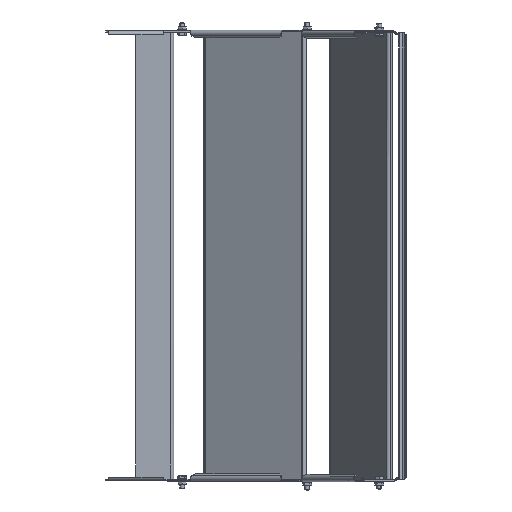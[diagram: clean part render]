
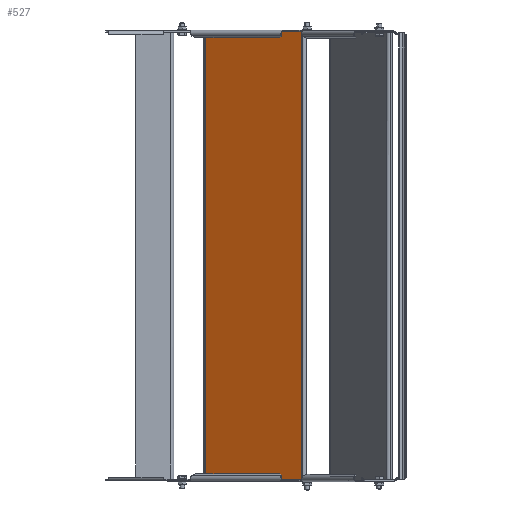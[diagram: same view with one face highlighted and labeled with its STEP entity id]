
A CAD part, left-side view. The second image highlights one B-rep face of the part: STEP entity #527.
In plain terms, the highlighted planar face has unit normal (-0.866, 0.5, 0).
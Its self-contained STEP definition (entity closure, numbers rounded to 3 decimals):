
#527=ADVANCED_FACE('',(#1669),#18155,.T.);
#1669=FACE_OUTER_BOUND('',#2835,.T.);
#2835=EDGE_LOOP('',(#4376,#4377,#4378,#4379,#4380,#4381,#4382,#4383,#4384,
#4385,#4386,#4387));
#4376=ORIENTED_EDGE('',*,*,#10232,.F.);
#4377=ORIENTED_EDGE('',*,*,#10087,.F.);
#4378=ORIENTED_EDGE('',*,*,#10086,.F.);
#4379=ORIENTED_EDGE('',*,*,#10085,.F.);
#4380=ORIENTED_EDGE('',*,*,#10048,.T.);
#4381=ORIENTED_EDGE('',*,*,#10084,.F.);
#4382=ORIENTED_EDGE('',*,*,#10264,.F.);
#4383=ORIENTED_EDGE('',*,*,#10080,.F.);
#4384=ORIENTED_EDGE('',*,*,#10083,.F.);
#4385=ORIENTED_EDGE('',*,*,#10065,.F.);
#4386=ORIENTED_EDGE('',*,*,#10063,.T.);
#4387=ORIENTED_EDGE('',*,*,#10082,.F.);
#10048=EDGE_CURVE('',#15939,#15936,#12903,.T.);
#10063=EDGE_CURVE('',#15954,#15952,#12905,.T.);
#10065=EDGE_CURVE('',#15954,#15955,#13931,.T.);
#10080=EDGE_CURVE('',#15967,#15969,#13942,.T.);
#10082=EDGE_CURVE('',#15970,#15952,#13944,.T.);
#10083=EDGE_CURVE('',#15955,#15967,#13945,.T.);
#10084=EDGE_CURVE('',#15971,#15936,#13946,.T.);
#10085=EDGE_CURVE('',#15939,#15972,#13947,.T.);
#10086=EDGE_CURVE('',#15972,#15973,#13948,.T.);
#10087=EDGE_CURVE('',#15973,#15974,#13949,.T.);
#10232=EDGE_CURVE('',#15974,#15970,#12974,.T.);
#10264=EDGE_CURVE('',#15969,#15971,#12988,.T.);
#12903=(
BOUNDED_CURVE()
B_SPLINE_CURVE(2,(#22280,#22281,#22282),.UNSPECIFIED.,.F.,.F.)
B_SPLINE_CURVE_WITH_KNOTS((3,3),(0.,1.283),.UNSPECIFIED.)
CURVE()
GEOMETRIC_REPRESENTATION_ITEM()
RATIONAL_B_SPLINE_CURVE((1.,0.981,1.))
REPRESENTATION_ITEM('')
);
#12905=(
BOUNDED_CURVE()
B_SPLINE_CURVE(2,(#22342,#22343,#22344),.UNSPECIFIED.,.F.,.F.)
B_SPLINE_CURVE_WITH_KNOTS((3,3),(0.,1.283),.UNSPECIFIED.)
CURVE()
GEOMETRIC_REPRESENTATION_ITEM()
RATIONAL_B_SPLINE_CURVE((1.,0.981,1.))
REPRESENTATION_ITEM('')
);
#12974=(
BOUNDED_CURVE()
B_SPLINE_CURVE(2,(#22933,#22934,#22935),.UNSPECIFIED.,.F.,.F.)
B_SPLINE_CURVE_WITH_KNOTS((3,3),(-1.283,0.),.UNSPECIFIED.)
CURVE()
GEOMETRIC_REPRESENTATION_ITEM()
RATIONAL_B_SPLINE_CURVE((1.,0.981,1.))
REPRESENTATION_ITEM('')
);
#12988=(
BOUNDED_CURVE()
B_SPLINE_CURVE(2,(#23011,#23012,#23013),.UNSPECIFIED.,.F.,.F.)
B_SPLINE_CURVE_WITH_KNOTS((3,3),(-1.283,0.),.UNSPECIFIED.)
CURVE()
GEOMETRIC_REPRESENTATION_ITEM()
RATIONAL_B_SPLINE_CURVE((1.,0.981,1.))
REPRESENTATION_ITEM('')
);
#13931=B_SPLINE_CURVE_WITH_KNOTS('',1,(#22347,#22348),.UNSPECIFIED.,.F.,
 .F.,(2,2),(0.,1.5),.UNSPECIFIED.);
#13942=B_SPLINE_CURVE_WITH_KNOTS('',1,(#22381,#22382),.UNSPECIFIED.,.F.,
 .F.,(2,2),(0.,1.5),.UNSPECIFIED.);
#13944=B_SPLINE_CURVE_WITH_KNOTS('',1,(#22385,#22386),.UNSPECIFIED.,.F.,
 .F.,(2,2),(0.,181.),.UNSPECIFIED.);
#13945=B_SPLINE_CURVE_WITH_KNOTS('',1,(#22387,#22388),.UNSPECIFIED.,.F.,
 .F.,(2,2),(0.,595.),.UNSPECIFIED.);
#13946=B_SPLINE_CURVE_WITH_KNOTS('',1,(#22389,#22390),.UNSPECIFIED.,.F.,
 .F.,(2,2),(0.,181.),.UNSPECIFIED.);
#13947=B_SPLINE_CURVE_WITH_KNOTS('',1,(#22391,#22392),.UNSPECIFIED.,.F.,
 .F.,(2,2),(0.,1.5),.UNSPECIFIED.);
#13948=B_SPLINE_CURVE_WITH_KNOTS('',1,(#22393,#22394),.UNSPECIFIED.,.F.,
 .F.,(2,2),(0.,595.),.UNSPECIFIED.);
#13949=B_SPLINE_CURVE_WITH_KNOTS('',1,(#22395,#22396),.UNSPECIFIED.,.F.,
 .F.,(2,2),(0.,1.5),.UNSPECIFIED.);
#15936=VERTEX_POINT('',#21923);
#15939=VERTEX_POINT('',#21926);
#15952=VERTEX_POINT('',#21939);
#15954=VERTEX_POINT('',#21941);
#15955=VERTEX_POINT('',#21942);
#15967=VERTEX_POINT('',#21954);
#15969=VERTEX_POINT('',#21956);
#15970=VERTEX_POINT('',#21957);
#15971=VERTEX_POINT('',#21958);
#15972=VERTEX_POINT('',#21959);
#15973=VERTEX_POINT('',#21960);
#15974=VERTEX_POINT('',#21961);
#18155=PLANE('',#18678);
#18678=AXIS2_PLACEMENT_3D('',#20266,#19166,$);
#19166=DIRECTION('',(-0.866,0.5,0.));
#20266=CARTESIAN_POINT('',(323.074,161.802,374.));
#21923=CARTESIAN_POINT('',(324.449,164.183,374.));
#21926=CARTESIAN_POINT('',(323.824,163.101,373.75));
#21939=CARTESIAN_POINT('',(414.949,320.934,-371.5));
#21941=CARTESIAN_POINT('',(415.574,322.016,-371.25));
#21942=CARTESIAN_POINT('',(416.324,323.316,-371.25));
#21954=CARTESIAN_POINT('',(416.324,323.316,373.75));
#21956=CARTESIAN_POINT('',(415.574,322.016,373.75));
#21957=CARTESIAN_POINT('',(324.449,164.183,-371.5));
#21958=CARTESIAN_POINT('',(414.949,320.934,374.));
#21959=CARTESIAN_POINT('',(323.074,161.802,373.75));
#21960=CARTESIAN_POINT('',(323.074,161.802,-371.25));
#21961=CARTESIAN_POINT('',(323.824,163.101,-371.25));
#22280=CARTESIAN_POINT('',(323.824,163.101,373.75));
#22281=CARTESIAN_POINT('',(324.149,163.664,373.75));
#22282=CARTESIAN_POINT('',(324.449,164.183,374.));
#22342=CARTESIAN_POINT('',(415.574,322.016,-371.25));
#22343=CARTESIAN_POINT('',(415.249,321.454,-371.25));
#22344=CARTESIAN_POINT('',(414.949,320.934,-371.5));
#22347=CARTESIAN_POINT('',(415.574,322.016,-371.25));
#22348=CARTESIAN_POINT('',(416.324,323.316,-371.25));
#22381=CARTESIAN_POINT('',(416.324,323.316,373.75));
#22382=CARTESIAN_POINT('',(415.574,322.016,373.75));
#22385=CARTESIAN_POINT('',(324.449,164.183,-371.5));
#22386=CARTESIAN_POINT('',(414.949,320.934,-371.5));
#22387=CARTESIAN_POINT('',(416.324,323.316,-371.25));
#22388=CARTESIAN_POINT('',(416.324,323.316,373.75));
#22389=CARTESIAN_POINT('',(414.949,320.934,374.));
#22390=CARTESIAN_POINT('',(324.449,164.183,374.));
#22391=CARTESIAN_POINT('',(323.824,163.101,373.75));
#22392=CARTESIAN_POINT('',(323.074,161.802,373.75));
#22393=CARTESIAN_POINT('',(323.074,161.802,373.75));
#22394=CARTESIAN_POINT('',(323.074,161.802,-371.25));
#22395=CARTESIAN_POINT('',(323.074,161.802,-371.25));
#22396=CARTESIAN_POINT('',(323.824,163.101,-371.25));
#22933=CARTESIAN_POINT('',(323.824,163.101,-371.25));
#22934=CARTESIAN_POINT('',(324.149,163.664,-371.25));
#22935=CARTESIAN_POINT('',(324.449,164.183,-371.5));
#23011=CARTESIAN_POINT('',(415.574,322.016,373.75));
#23012=CARTESIAN_POINT('',(415.249,321.454,373.75));
#23013=CARTESIAN_POINT('',(414.949,320.934,374.));
